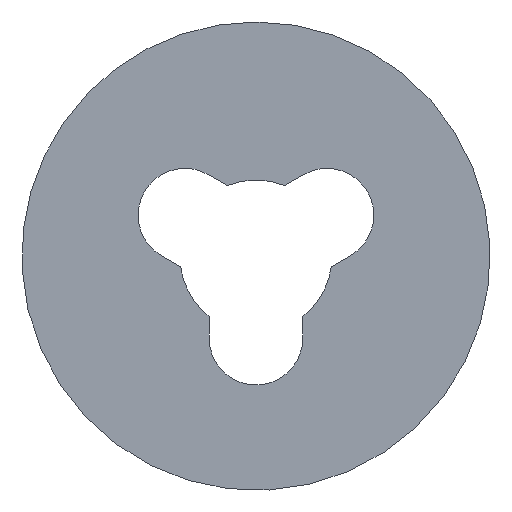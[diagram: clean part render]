
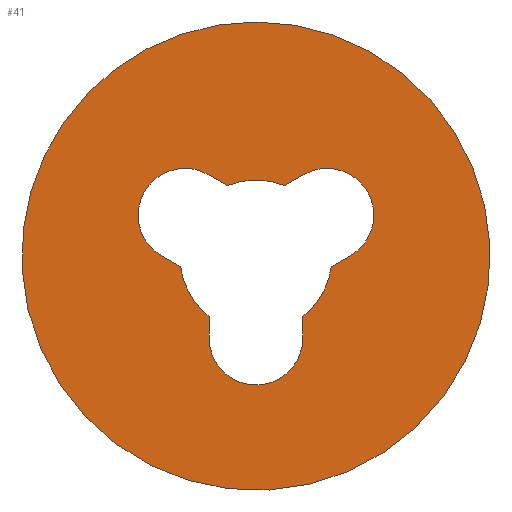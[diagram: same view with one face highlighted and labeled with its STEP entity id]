
A CAD part, front view. The second image highlights one B-rep face of the part: STEP entity #41.
In plain terms, the highlighted planar face has unit normal (0, -1, 0).
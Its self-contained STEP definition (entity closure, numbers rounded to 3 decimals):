
#41=ADVANCED_FACE('',(#68,#69),#67,.F.);
#67=PLANE('',#227);
#68=FACE_OUTER_BOUND('',#228,.T.);
#69=FACE_BOUND('',#229,.T.);
#224=CARTESIAN_POINT('',(-8.314,0.,5.2));
#225=DIRECTION('',(0.,1.,0.));
#226=DIRECTION('',(1.,0.,0.));
#227=AXIS2_PLACEMENT_3D('',#224,#225,#226);
#228=EDGE_LOOP('',(#315,#316,#317));
#229=EDGE_LOOP('',(#318,#319,#320,#321,#322,#323,#324,#325,#326,#327,#328,#329));
#315=ORIENTED_EDGE('',*,*,#403,.T.);
#316=ORIENTED_EDGE('',*,*,#404,.T.);
#317=ORIENTED_EDGE('',*,*,#405,.T.);
#318=ORIENTED_EDGE('',*,*,#406,.F.);
#319=ORIENTED_EDGE('',*,*,#407,.F.);
#320=ORIENTED_EDGE('',*,*,#408,.F.);
#321=ORIENTED_EDGE('',*,*,#409,.F.);
#322=ORIENTED_EDGE('',*,*,#410,.F.);
#323=ORIENTED_EDGE('',*,*,#411,.F.);
#324=ORIENTED_EDGE('',*,*,#412,.F.);
#325=ORIENTED_EDGE('',*,*,#413,.F.);
#326=ORIENTED_EDGE('',*,*,#414,.F.);
#327=ORIENTED_EDGE('',*,*,#415,.F.);
#328=ORIENTED_EDGE('',*,*,#416,.F.);
#329=ORIENTED_EDGE('',*,*,#417,.F.);
#403=EDGE_CURVE('',#537,#538,#539,.T.);
#404=EDGE_CURVE('',#538,#545,#546,.T.);
#405=EDGE_CURVE('',#545,#537,#552,.T.);
#406=EDGE_CURVE('',#558,#559,#560,.T.);
#407=EDGE_CURVE('',#566,#558,#567,.T.);
#408=EDGE_CURVE('',#573,#566,#574,.T.);
#409=EDGE_CURVE('',#580,#573,#581,.T.);
#410=EDGE_CURVE('',#587,#580,#588,.T.);
#411=EDGE_CURVE('',#594,#587,#595,.T.);
#412=EDGE_CURVE('',#601,#594,#602,.T.);
#413=EDGE_CURVE('',#608,#601,#609,.T.);
#414=EDGE_CURVE('',#615,#608,#616,.T.);
#415=EDGE_CURVE('',#622,#615,#623,.T.);
#416=EDGE_CURVE('',#629,#622,#630,.T.);
#417=EDGE_CURVE('',#559,#629,#636,.T.);
#537=VERTEX_POINT('',#795);
#538=VERTEX_POINT('',#796);
#539=CIRCLE('',#800,4.);
#545=VERTEX_POINT('',#801);
#546=CIRCLE('',#805,4.);
#552=CIRCLE('',#809,4.);
#558=VERTEX_POINT('',#810);
#559=VERTEX_POINT('',#811);
#560=CIRCLE('',#815,0.8);
#566=VERTEX_POINT('',#816);
#567=LINE('',#817,#818);
#573=VERTEX_POINT('',#820);
#574=CIRCLE('',#824,1.3);
#580=VERTEX_POINT('',#825);
#581=LINE('',#826,#827);
#587=VERTEX_POINT('',#829);
#588=CIRCLE('',#833,0.8);
#594=VERTEX_POINT('',#834);
#595=LINE('',#835,#836);
#601=VERTEX_POINT('',#838);
#602=CIRCLE('',#842,1.3);
#608=VERTEX_POINT('',#843);
#609=LINE('',#844,#845);
#615=VERTEX_POINT('',#847);
#616=CIRCLE('',#851,0.8);
#622=VERTEX_POINT('',#852);
#623=LINE('',#853,#854);
#629=VERTEX_POINT('',#856);
#630=CIRCLE('',#860,1.3);
#636=LINE('',#861,#862);
#795=CARTESIAN_POINT('',(0.,0.,4.));
#796=CARTESIAN_POINT('',(-3.972,0.,0.473));
#797=CARTESIAN_POINT('',(0.,0.,0.));
#798=DIRECTION('',(0.,-1.,0.));
#799=DIRECTION('',(0.,0.,1.));
#800=AXIS2_PLACEMENT_3D('',#797,#798,#799);
#801=CARTESIAN_POINT('',(3.972,0.,-0.472));
#802=CARTESIAN_POINT('',(0.,0.,0.));
#803=DIRECTION('',(0.,-1.,0.));
#804=DIRECTION('',(0.,0.,1.));
#805=AXIS2_PLACEMENT_3D('',#802,#803,#804);
#806=CARTESIAN_POINT('',(0.,0.,0.));
#807=DIRECTION('',(0.,-1.,0.));
#808=DIRECTION('',(0.,0.,1.));
#809=AXIS2_PLACEMENT_3D('',#806,#807,#808);
#810=CARTESIAN_POINT('',(1.612,0.,0.007));
#811=CARTESIAN_POINT('',(0.817,0.,1.395));
#812=CARTESIAN_POINT('',(1.212,0.,0.7));
#813=DIRECTION('',(0.,-1.,0.));
#814=DIRECTION('',(-0.5,0.,0.866));
#815=AXIS2_PLACEMENT_3D('',#812,#813,#814);
#816=CARTESIAN_POINT('',(1.287,0.,-0.18));
#817=CARTESIAN_POINT('',(1.287,0.,-0.18));
#818=VECTOR('',#819,0.375);
#819=DIRECTION('',(0.866,0.,0.5));
#820=CARTESIAN_POINT('',(0.8,0.,-1.025));
#821=CARTESIAN_POINT('',(0.,0.,0.));
#822=DIRECTION('',(0.,-1.,0.));
#823=DIRECTION('',(-0.615,0.,0.788));
#824=AXIS2_PLACEMENT_3D('',#821,#822,#823);
#825=CARTESIAN_POINT('',(0.8,0.,-1.4));
#826=CARTESIAN_POINT('',(0.8,0.,-1.4));
#827=VECTOR('',#828,0.375);
#828=DIRECTION('',(0.,0.,1.));
#829=CARTESIAN_POINT('',(-0.8,0.,-1.4));
#830=CARTESIAN_POINT('',(0.,0.,-1.4));
#831=DIRECTION('',(0.,-1.,0.));
#832=DIRECTION('',(-1.,0.,0.));
#833=AXIS2_PLACEMENT_3D('',#830,#831,#832);
#834=CARTESIAN_POINT('',(-0.8,0.,-1.025));
#835=CARTESIAN_POINT('',(-0.8,0.,-1.025));
#836=VECTOR('',#837,0.375);
#837=DIRECTION('',(0.,0.,-1.));
#838=CARTESIAN_POINT('',(-1.287,0.,-0.181));
#839=CARTESIAN_POINT('',(0.,0.,0.));
#840=DIRECTION('',(0.,-1.,0.));
#841=DIRECTION('',(0.99,0.,0.139));
#842=AXIS2_PLACEMENT_3D('',#839,#840,#841);
#843=CARTESIAN_POINT('',(-1.613,0.,0.007));
#844=CARTESIAN_POINT('',(-1.613,0.,0.007));
#845=VECTOR('',#846,0.375);
#846=DIRECTION('',(0.866,0.,-0.5));
#847=CARTESIAN_POINT('',(-0.817,0.,1.395));
#848=CARTESIAN_POINT('',(-1.213,0.,0.7));
#849=DIRECTION('',(0.,-1.,0.));
#850=DIRECTION('',(-0.494,0.,-0.869));
#851=AXIS2_PLACEMENT_3D('',#848,#849,#850);
#852=CARTESIAN_POINT('',(-0.488,0.,1.205));
#853=CARTESIAN_POINT('',(-0.488,0.,1.205));
#854=VECTOR('',#855,0.38);
#855=DIRECTION('',(-0.866,0.,0.5));
#856=CARTESIAN_POINT('',(0.487,0.,1.205));
#857=CARTESIAN_POINT('',(0.,0.,0.));
#858=DIRECTION('',(0.,-1.,0.));
#859=DIRECTION('',(-0.375,0.,-0.927));
#860=AXIS2_PLACEMENT_3D('',#857,#858,#859);
#861=CARTESIAN_POINT('',(0.817,0.,1.395));
#862=VECTOR('',#863,0.38);
#863=DIRECTION('',(-0.866,0.,-0.5));
